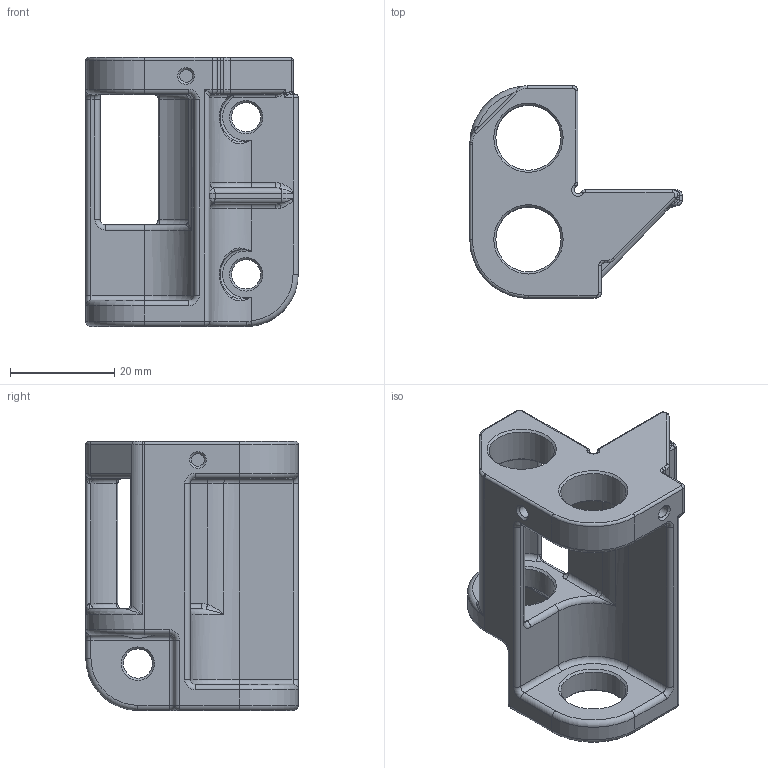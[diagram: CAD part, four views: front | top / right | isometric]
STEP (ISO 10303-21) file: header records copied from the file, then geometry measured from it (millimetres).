
FILE_DESCRIPTION(/* description */ (''),/* implementation_level */ '2;1');
FILE_NAME(/* name */ 'MP_DooKi3_SLM_XY_YDrive_F695.step',/* time_stamp */ '2024-08-01T15:58:00-04:00',/* author */ (''),/* organization */ (''),/* preprocessor_version */ 'ST-DEVELOPER v20',/* originating_system */ 'Autodesk Translation Framework v13.14.0.145',/* authorisation */ '');
FILE_SCHEMA (('AUTOMOTIVE_DESIGN { 1 0 10303 214 3 1 1 }'));
Length unit declared in the file: millimetre
Products named in the file (1): MP_DooKi3_SLM_XY_YDrive_F695
Bounding box: 40.75 x 40.75 x 51.6 mm (x, y, z)
Volume: 16636.3 mm3; surface area: 10804.9 mm2
Topology: 1 solids, 1 shells, 269 faces, 638 edges, 350 vertices
Faces by surface type: cylinder 103, bspline 54, torus 54, plane 34, cone 17, sphere 7
Full cylindrical faces by diameter (mm): 2.4 x2, 5.6 x3, 12.5 x4
Entity records: 9129 total; most frequent: CARTESIAN_POINT 3105, DIRECTION 1298, ORIENTED_EDGE 1238, EDGE_CURVE 619, AXIS2_PLACEMENT_3D 542, VERTEX_POINT 350, CIRCLE 310, EDGE_LOOP 285
